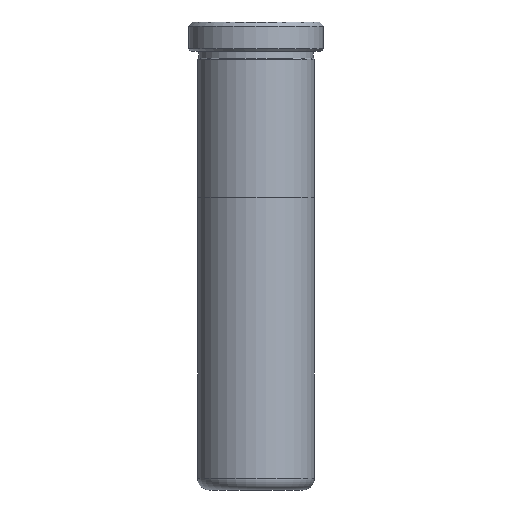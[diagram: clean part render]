
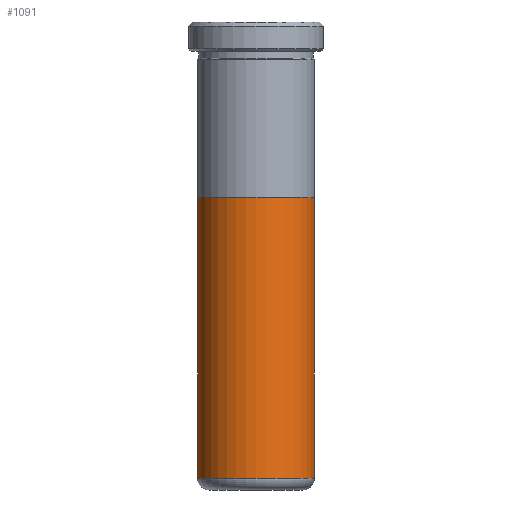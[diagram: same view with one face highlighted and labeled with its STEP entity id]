
A CAD part, front view. The second image highlights one B-rep face of the part: STEP entity #1091.
In plain terms, the highlighted cylindrical face has radius 9.995 mm (diameter 19.99 mm), a partial arc.
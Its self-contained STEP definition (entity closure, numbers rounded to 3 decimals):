
#2 = CARTESIAN_POINT ( 'NONE',  ( 9.995, 0., 50. ) ) ;
#39 = EDGE_LOOP ( 'NONE', ( #62, #1179, #756, #864 ) ) ;
#42 = AXIS2_PLACEMENT_3D ( 'NONE', #1003, #287, #1112 ) ;
#43 = CYLINDRICAL_SURFACE ( 'NONE', #1383, 9.995 ) ;
#46 = DIRECTION ( 'NONE',  ( 0., 0., -1. ) ) ;
#62 = ORIENTED_EDGE ( 'NONE', *, *, #382, .F. ) ;
#66 = VECTOR ( 'NONE', #46, 1000. ) ;
#73 = FACE_OUTER_BOUND ( 'NONE', #39, .T. ) ;
#148 = VERTEX_POINT ( 'NONE', #609 ) ;
#202 = LINE ( 'NONE', #1072, #1438 ) ;
#204 = CARTESIAN_POINT ( 'NONE',  ( 0., 0., 75. ) ) ;
#229 = CIRCLE ( 'NONE', #42, 9.995 ) ;
#287 = DIRECTION ( 'NONE',  ( 0., 0., 1. ) ) ;
#313 = CARTESIAN_POINT ( 'NONE',  ( 9.995, 0., 75. ) ) ;
#316 = DIRECTION ( 'NONE',  ( 0., 0., 1. ) ) ;
#365 = DIRECTION ( 'NONE',  ( 0., 0., -1. ) ) ;
#382 = EDGE_CURVE ( 'NONE', #1266, #148, #401, .T. ) ;
#401 = LINE ( 'NONE', #313, #66 ) ;
#447 = EDGE_CURVE ( 'NONE', #596, #1266, #229, .T. ) ;
#476 = DIRECTION ( 'NONE',  ( -1., 0., 0. ) ) ;
#499 = EDGE_CURVE ( 'NONE', #897, #148, #1110, .T. ) ;
#596 = VERTEX_POINT ( 'NONE', #1279 ) ;
#609 = CARTESIAN_POINT ( 'NONE',  ( 9.995, 0., 2. ) ) ;
#624 = AXIS2_PLACEMENT_3D ( 'NONE', #1032, #316, #1140 ) ;
#756 = ORIENTED_EDGE ( 'NONE', *, *, #1213, .T. ) ;
#819 = DIRECTION ( 'NONE',  ( 0., 0., -1. ) ) ;
#864 = ORIENTED_EDGE ( 'NONE', *, *, #499, .T. ) ;
#897 = VERTEX_POINT ( 'NONE', #1433 ) ;
#1003 = CARTESIAN_POINT ( 'NONE',  ( 0., 0., 50. ) ) ;
#1032 = CARTESIAN_POINT ( 'NONE',  ( 0., 0., 2. ) ) ;
#1072 = CARTESIAN_POINT ( 'NONE',  ( -9.995, 0., 75. ) ) ;
#1091 = ADVANCED_FACE ( 'NONE', ( #73 ), #43, .T. ) ;
#1110 = CIRCLE ( 'NONE', #624, 9.995 ) ;
#1112 = DIRECTION ( 'NONE',  ( 1., 0., 0. ) ) ;
#1140 = DIRECTION ( 'NONE',  ( 1., 0., 0. ) ) ;
#1179 = ORIENTED_EDGE ( 'NONE', *, *, #447, .F. ) ;
#1213 = EDGE_CURVE ( 'NONE', #596, #897, #202, .T. ) ;
#1266 = VERTEX_POINT ( 'NONE', #2 ) ;
#1279 = CARTESIAN_POINT ( 'NONE',  ( -9.995, 0., 50. ) ) ;
#1383 = AXIS2_PLACEMENT_3D ( 'NONE', #204, #819, #476 ) ;
#1433 = CARTESIAN_POINT ( 'NONE',  ( -9.995, 0., 2. ) ) ;
#1438 = VECTOR ( 'NONE', #365, 1000. ) ;
